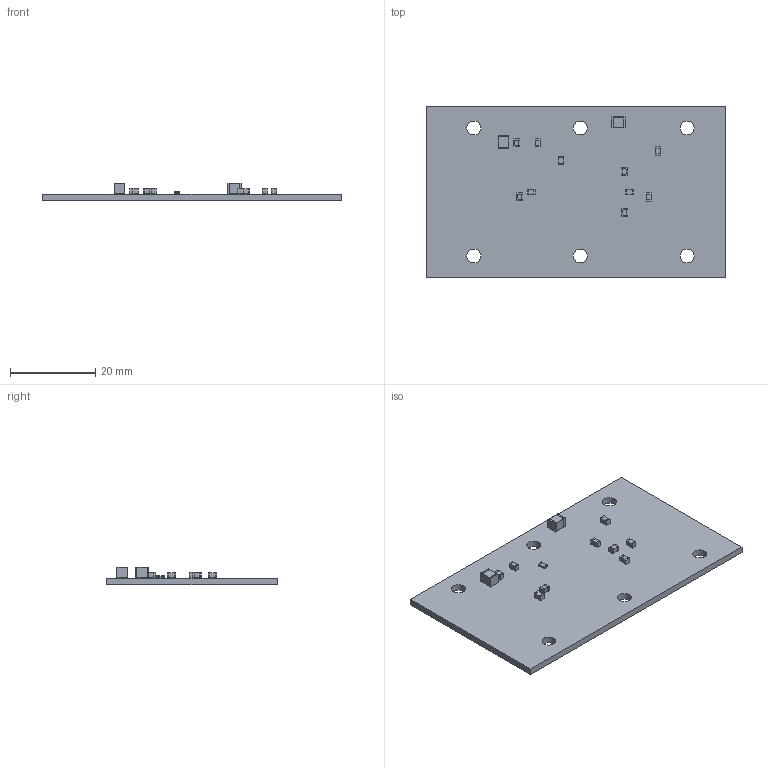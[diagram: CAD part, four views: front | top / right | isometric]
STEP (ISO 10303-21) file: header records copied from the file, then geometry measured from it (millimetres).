
FILE_DESCRIPTION(('KiCad electronic assembly'),'2;1');
FILE_NAME('S-Band Amplifier.step','2024-05-02T15:46:10',('Pcbnew'),( 'Kicad'),'Open CASCADE STEP processor 7.7','KiCad to STEP converter' ,'Unknown');
FILE_SCHEMA(('AUTOMOTIVE_DESIGN { 1 0 10303 214 1 1 1 1 }'));
Length unit declared in the file: millimetre
Products named in the file (8): S-Band Amplifier 1; C_0805_2012Metric; C_1210_3225Metric; R_0805_2012Metric; S-Band Amplifier_PCB
Assembly tree (16 placements, depth 3):
  S-Band Amplifier 1
    C_0805_2012Metric  x9
      C_0805_2012Metric
    C_1210_3225Metric  x2
      C_1210_3225Metric
    R_0805_2012Metric
      R_0805_2012Metric
    S-Band Amplifier_PCB
Bounding box: 70 x 40 x 4.15 mm (x, y, z)
Volume: 4464.8 mm3; surface area: 6163.2 mm2
Topology: 13 solids, 13 shells, 346 faces, 890 edges, 592 vertices
Faces by surface type: plane 200, cylinder 146
Full cylindrical faces by diameter (mm): 3.264 x6
Entity records: 3686 total; most frequent: DIRECTION 540, CARTESIAN_POINT 513, ORIENTED_EDGE 484, EDGE_CURVE 242, AXIS2_PLACEMENT_3D 187, LINE 166, VECTOR 166, VERTEX_POINT 160
